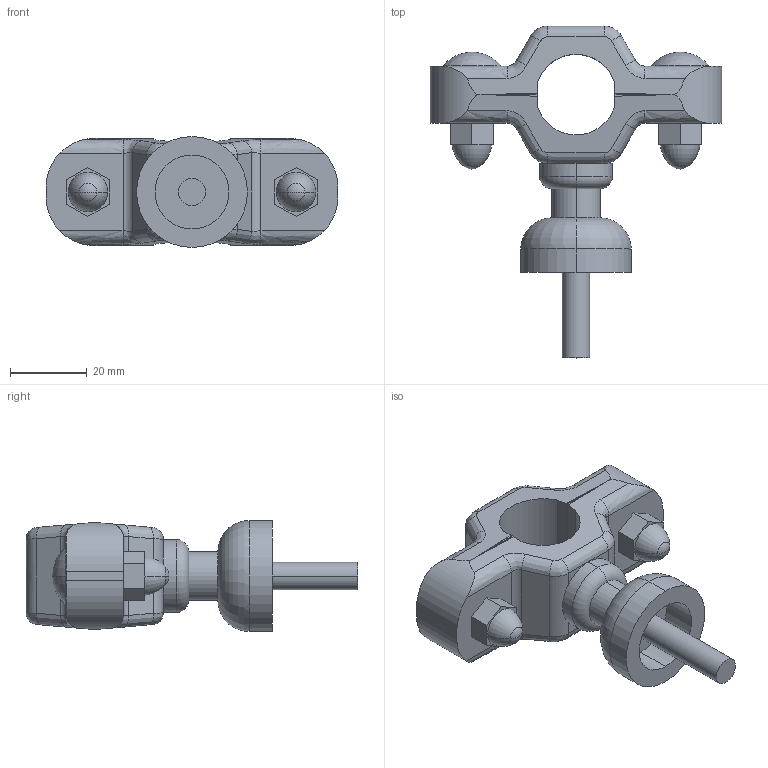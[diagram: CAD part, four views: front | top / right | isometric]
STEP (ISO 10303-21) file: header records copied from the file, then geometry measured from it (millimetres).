
FILE_DESCRIPTION (( 'STEP AP214' ), '1' );
FILE_NAME ('ZC1PP0.50P304SAN.STEP', '2023-05-28T11:10:35', ( '' ), ( '' ), 'SwSTEP 2.0', 'SolidWorks 2018', '' );
FILE_SCHEMA (( 'AUTOMOTIVE_DESIGN' ));
Length unit declared in the file: inch
Products named in the file (1): ZC1PP0.50P304SAN
Bounding box: 76.2 x 86.66 x 28.96 mm (x, y, z)
Volume: 45638.6 mm3; surface area: 13852.9 mm2
Topology: 1 solids, 2 shells, 150 faces, 340 edges, 200 vertices
Faces by surface type: plane 66, bspline 36, cylinder 32, torus 8, sphere 8
Entity records: 4926 total; most frequent: CARTESIAN_POINT 1931, ORIENTED_EDGE 680, DIRECTION 518, EDGE_CURVE 340, VERTEX_POINT 200, AXIS2_PLACEMENT_3D 187, EDGE_LOOP 160, FACE_OUTER_BOUND 150
